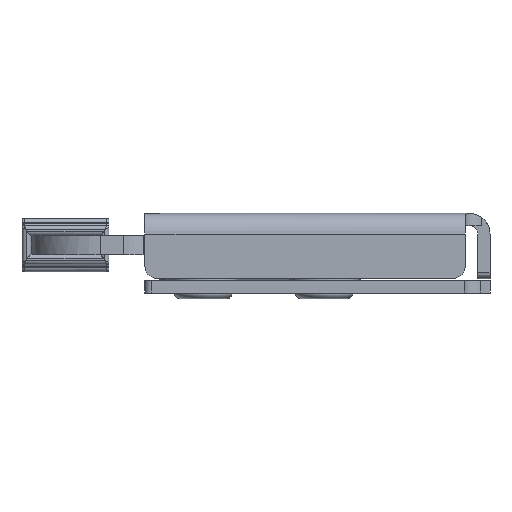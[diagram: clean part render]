
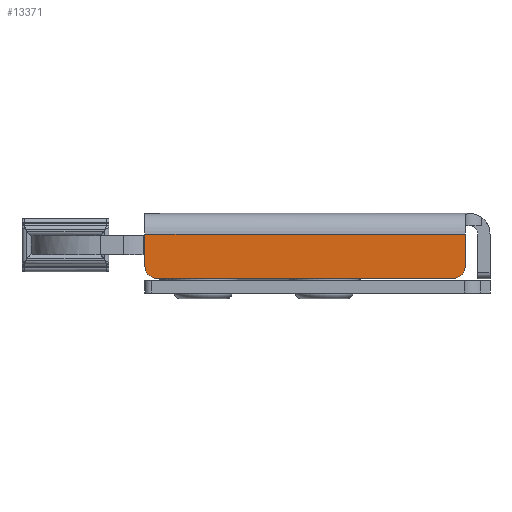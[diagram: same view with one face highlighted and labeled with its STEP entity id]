
A CAD part, front view. The second image highlights one B-rep face of the part: STEP entity #13371.
In plain terms, the highlighted planar face has unit normal (0, -1, 0).
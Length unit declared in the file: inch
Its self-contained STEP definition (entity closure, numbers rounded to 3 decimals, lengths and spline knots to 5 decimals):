
#485=PLANE('',#14393);
#1468=FACE_OUTER_BOUND('',#2208,.T.);
#2208=EDGE_LOOP('',(#11585,#11586,#11587,#11588,#11589,#11590));
#2625=CIRCLE('',#14338,0.09);
#2629=CIRCLE('',#14345,0.09);
#3761=LINE('',#24336,#5001);
#3770=LINE('',#24362,#5010);
#3797=LINE('',#24486,#5037);
#3801=LINE('',#24520,#5041);
#5001=VECTOR('',#17364,0.3937);
#5010=VECTOR('',#17391,0.3937);
#5037=VECTOR('',#17476,0.3937);
#5041=VECTOR('',#17502,0.3937);
#6245=VERTEX_POINT('',#24329);
#6246=VERTEX_POINT('',#24331);
#6247=VERTEX_POINT('',#24335);
#6252=VERTEX_POINT('',#24351);
#6253=VERTEX_POINT('',#24352);
#6255=VERTEX_POINT('',#24360);
#7989=EDGE_CURVE('',#6246,#6245,#2625,.T.);
#7991=EDGE_CURVE('',#6247,#6246,#3761,.T.);
#8000=EDGE_CURVE('',#6252,#6253,#2629,.T.);
#8006=EDGE_CURVE('',#6255,#6253,#3770,.T.);
#8047=EDGE_CURVE('',#6255,#6247,#3797,.T.);
#8054=EDGE_CURVE('',#6252,#6245,#3801,.T.);
#11585=ORIENTED_EDGE('',*,*,#7989,.T.);
#11586=ORIENTED_EDGE('',*,*,#8054,.F.);
#11587=ORIENTED_EDGE('',*,*,#8000,.T.);
#11588=ORIENTED_EDGE('',*,*,#8006,.F.);
#11589=ORIENTED_EDGE('',*,*,#8047,.T.);
#11590=ORIENTED_EDGE('',*,*,#7991,.T.);
#13371=ADVANCED_FACE('',(#1468),#485,.F.);
#14338=AXIS2_PLACEMENT_3D('',#24332,#17359,#17360);
#14345=AXIS2_PLACEMENT_3D('',#24353,#17380,#17381);
#14393=AXIS2_PLACEMENT_3D('',#24527,#17513,#17514);
#17359=DIRECTION('center_axis',(0.,-1.,0.));
#17360=DIRECTION('ref_axis',(-0.707,0.,-0.707));
#17364=DIRECTION('',(0.,0.,-1.));
#17380=DIRECTION('center_axis',(0.,-1.,0.));
#17381=DIRECTION('ref_axis',(0.707,0.,-0.707));
#17391=DIRECTION('',(0.,0.,-1.));
#17476=DIRECTION('',(-1.,0.,0.));
#17502=DIRECTION('',(-1.,0.,0.));
#17513=DIRECTION('center_axis',(0.,1.,0.));
#17514=DIRECTION('ref_axis',(0.,0.,-1.));
#24329=CARTESIAN_POINT('',(-1.208,-0.607,-0.4722));
#24331=CARTESIAN_POINT('',(-1.298,-0.607,-0.3822));
#24332=CARTESIAN_POINT('Origin',(-1.208,-0.607,-0.3822));
#24335=CARTESIAN_POINT('',(-1.298,-0.607,-0.1497));
#24336=CARTESIAN_POINT('',(-1.298,-0.607,0.));
#24351=CARTESIAN_POINT('',(0.932,-0.607,-0.4722));
#24352=CARTESIAN_POINT('',(1.022,-0.607,-0.3822));
#24353=CARTESIAN_POINT('Origin',(0.932,-0.607,-0.3822));
#24360=CARTESIAN_POINT('',(1.022,-0.607,-0.1497));
#24362=CARTESIAN_POINT('',(1.022,-0.607,0.));
#24486=CARTESIAN_POINT('',(0.53298,-0.607,-0.1497));
#24520=CARTESIAN_POINT('',(-1.298,-0.607,-0.4722));
#24527=CARTESIAN_POINT('Origin',(1.022,-0.607,0.));
